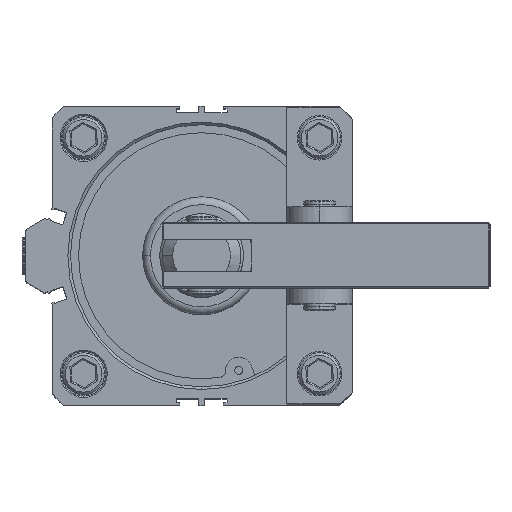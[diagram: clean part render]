
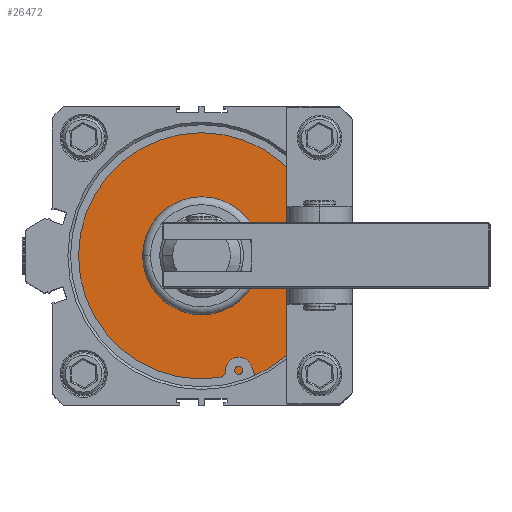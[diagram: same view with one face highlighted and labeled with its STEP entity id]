
A CAD part, top view. The second image highlights one B-rep face of the part: STEP entity #26472.
In plain terms, the highlighted planar face has unit normal (0, 0, 1).
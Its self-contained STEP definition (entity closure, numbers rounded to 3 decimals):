
#278 = CARTESIAN_POINT ( 'NONE',  ( 10.63, -3.872, 41.5 ) ) ;
#2372 = CARTESIAN_POINT ( 'NONE',  ( -40.07, -26.372, 41.5 ) ) ;
#2431 = EDGE_CURVE ( 'NONE', #8737, #8462, #6529, .T. ) ;
#4691 = ORIENTED_EDGE ( 'NONE', *, *, #5067, .T. ) ;
#5067 = EDGE_CURVE ( 'NONE', #13301, #14474, #29574, .T. ) ;
#6529 = CIRCLE ( 'NONE', #13328, 22.5 ) ;
#6642 = CARTESIAN_POINT ( 'NONE',  ( -40.07, 18.628, 41.5 ) ) ;
#8462 = VERTEX_POINT ( 'NONE', #6642 ) ;
#8737 = VERTEX_POINT ( 'NONE', #2372 ) ;
#8942 = DIRECTION ( 'NONE',  ( 0., -1., 0. ) ) ;
#8975 = DIRECTION ( 'NONE',  ( 0., 0., 1. ) ) ;
#9003 = CARTESIAN_POINT ( 'NONE',  ( -40.07, -3.872, 41.5 ) ) ;
#9406 = AXIS2_PLACEMENT_3D ( 'NONE', #14008, #13947, #13905 ) ;
#10311 = EDGE_CURVE ( 'NONE', #14474, #13301, #11989, .T. ) ;
#10651 = EDGE_CURVE ( 'NONE', #8462, #8737, #10826, .T. ) ;
#10826 = CIRCLE ( 'NONE', #9406, 22.5 ) ;
#11989 = CIRCLE ( 'NONE', #14857, 50.7 ) ;
#13301 = VERTEX_POINT ( 'NONE', #278 ) ;
#13328 = AXIS2_PLACEMENT_3D ( 'NONE', #9003, #8975, #8942 ) ;
#13905 = DIRECTION ( 'NONE',  ( 0., -1., 0. ) ) ;
#13947 = DIRECTION ( 'NONE',  ( 0., 0., 1. ) ) ;
#14008 = CARTESIAN_POINT ( 'NONE',  ( -40.07, -3.872, 41.5 ) ) ;
#14042 = PLANE ( 'NONE',  #22514 ) ;
#14172 = EDGE_LOOP ( 'NONE', ( #15759, #30578 ) ) ;
#14411 = EDGE_LOOP ( 'NONE', ( #4691, #24497 ) ) ;
#14474 = VERTEX_POINT ( 'NONE', #22281 ) ;
#14857 = AXIS2_PLACEMENT_3D ( 'NONE', #19055, #19035, #19028 ) ;
#15759 = ORIENTED_EDGE ( 'NONE', *, *, #2431, .F. ) ;
#18327 = AXIS2_PLACEMENT_3D ( 'NONE', #21818, #21785, #21753 ) ;
#19028 = DIRECTION ( 'NONE',  ( 1., 0., 0. ) ) ;
#19035 = DIRECTION ( 'NONE',  ( 0., 0., 1. ) ) ;
#19055 = CARTESIAN_POINT ( 'NONE',  ( -40.07, -3.872, 41.5 ) ) ;
#21388 = FACE_BOUND ( 'NONE', #14172, .T. ) ;
#21411 = FACE_OUTER_BOUND ( 'NONE', #14411, .T. ) ;
#21753 = DIRECTION ( 'NONE',  ( 1., 0., 0. ) ) ;
#21785 = DIRECTION ( 'NONE',  ( 0., 0., 1. ) ) ;
#21818 = CARTESIAN_POINT ( 'NONE',  ( -40.07, -3.872, 41.5 ) ) ;
#22281 = CARTESIAN_POINT ( 'NONE',  ( -90.77, -3.872, 41.5 ) ) ;
#22514 = AXIS2_PLACEMENT_3D ( 'NONE', #32241, #31737, #31706 ) ;
#24497 = ORIENTED_EDGE ( 'NONE', *, *, #10311, .T. ) ;
#26472 = ADVANCED_FACE ( 'NONE', ( #21411, #21388 ), #14042, .T. ) ;
#29574 = CIRCLE ( 'NONE', #18327, 50.7 ) ;
#30578 = ORIENTED_EDGE ( 'NONE', *, *, #10651, .F. ) ;
#31706 = DIRECTION ( 'NONE',  ( 0., -1., 0. ) ) ;
#31737 = DIRECTION ( 'NONE',  ( 0., 0., 1. ) ) ;
#32241 = CARTESIAN_POINT ( 'NONE',  ( -90.77, -3.872, 41.5 ) ) ;
